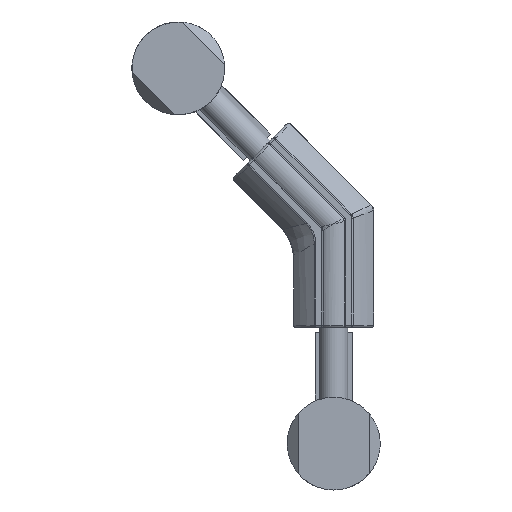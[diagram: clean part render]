
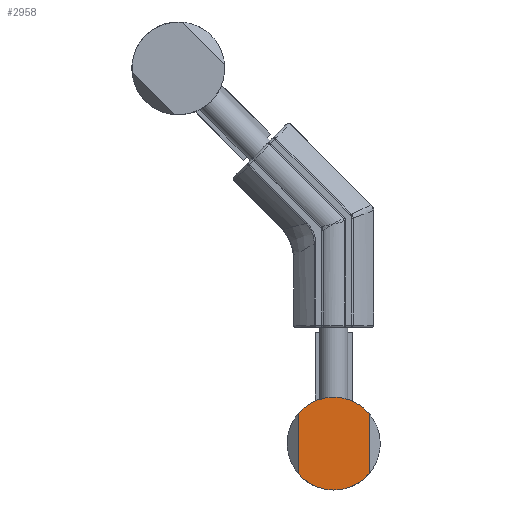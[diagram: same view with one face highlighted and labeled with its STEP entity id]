
A CAD part, front view. The second image highlights one B-rep face of the part: STEP entity #2958.
In plain terms, the highlighted planar face has unit normal (0, -1, 0).
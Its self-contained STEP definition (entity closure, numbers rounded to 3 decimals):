
#149=PLANE('',#3315);
#419=FACE_OUTER_BOUND('',#603,.T.);
#603=EDGE_LOOP('',(#2527,#2528,#2529,#2530,#2531,#2532));
#795=LINE('',#5482,#968);
#796=LINE('',#5483,#969);
#968=VECTOR('',#4167,12.771);
#969=VECTOR('',#4168,12.771);
#1152=CIRCLE('',#3300,9.85);
#1156=CIRCLE('',#3304,9.85);
#1158=CIRCLE('',#3310,9.85);
#1159=CIRCLE('',#3311,9.85);
#1368=VERTEX_POINT('',#5334);
#1369=VERTEX_POINT('',#5335);
#1376=VERTEX_POINT('',#5433);
#1377=VERTEX_POINT('',#5435);
#1386=VERTEX_POINT('',#5470);
#1387=VERTEX_POINT('',#5472);
#1750=EDGE_CURVE('',#1368,#1369,#1152,.T.);
#1762=EDGE_CURVE('',#1377,#1376,#1156,.T.);
#1775=EDGE_CURVE('',#1386,#1368,#1158,.T.);
#1777=EDGE_CURVE('',#1376,#1387,#1159,.T.);
#1781=EDGE_CURVE('',#1387,#1386,#795,.T.);
#1782=EDGE_CURVE('',#1369,#1377,#796,.T.);
#2527=ORIENTED_EDGE('',*,*,#1762,.T.);
#2528=ORIENTED_EDGE('',*,*,#1777,.T.);
#2529=ORIENTED_EDGE('',*,*,#1781,.T.);
#2530=ORIENTED_EDGE('',*,*,#1775,.T.);
#2531=ORIENTED_EDGE('',*,*,#1750,.T.);
#2532=ORIENTED_EDGE('',*,*,#1782,.T.);
#2958=ADVANCED_FACE('',(#419),#149,.T.);
#3300=AXIS2_PLACEMENT_3D('',#5336,#4121,#4122);
#3304=AXIS2_PLACEMENT_3D('',#5436,#4135,#4136);
#3310=AXIS2_PLACEMENT_3D('',#5471,#4155,#4156);
#3311=AXIS2_PLACEMENT_3D('',#5477,#4157,#4158);
#3315=AXIS2_PLACEMENT_3D('',#5481,#4165,#4166);
#4121=DIRECTION('center_axis',(0.,-1.,0.));
#4122=DIRECTION('ref_axis',(0.,0.,
1.));
#4135=DIRECTION('center_axis',(0.,-1.,0.));
#4136=DIRECTION('ref_axis',(0.,0.,
1.));
#4155=DIRECTION('center_axis',(0.,-1.,0.));
#4156=DIRECTION('ref_axis',(0.,0.,
1.));
#4157=DIRECTION('center_axis',(0.,-1.,0.));
#4158=DIRECTION('ref_axis',(0.,0.,
1.));
#4165=DIRECTION('center_axis',(0.,-1.,0.));
#4166=DIRECTION('ref_axis',(0.,0.,1.));
#4167=DIRECTION('',(0.,0.,1.));
#4168=DIRECTION('',(0.,0.,-1.));
#5334=CARTESIAN_POINT('',(0.,-15.2,-36.8));
#5335=CARTESIAN_POINT('',(-7.5,-15.2,-40.265));
#5336=CARTESIAN_POINT('Origin',(0.,-15.2,-46.65));
#5433=CARTESIAN_POINT('',(0.,-15.2,-56.5));
#5435=CARTESIAN_POINT('',(-7.5,-15.2,-53.035));
#5436=CARTESIAN_POINT('Origin',(0.,-15.2,-46.65));
#5470=CARTESIAN_POINT('',(7.5,-15.2,-40.265));
#5471=CARTESIAN_POINT('Origin',(0.,-15.2,-46.65));
#5472=CARTESIAN_POINT('',(7.5,-15.2,-53.035));
#5477=CARTESIAN_POINT('Origin',(0.,-15.2,-46.65));
#5481=CARTESIAN_POINT('Origin',(0.,-15.2,-46.65));
#5482=CARTESIAN_POINT('',(7.5,-15.2,-46.65));
#5483=CARTESIAN_POINT('',(-7.5,-15.2,-46.65));
